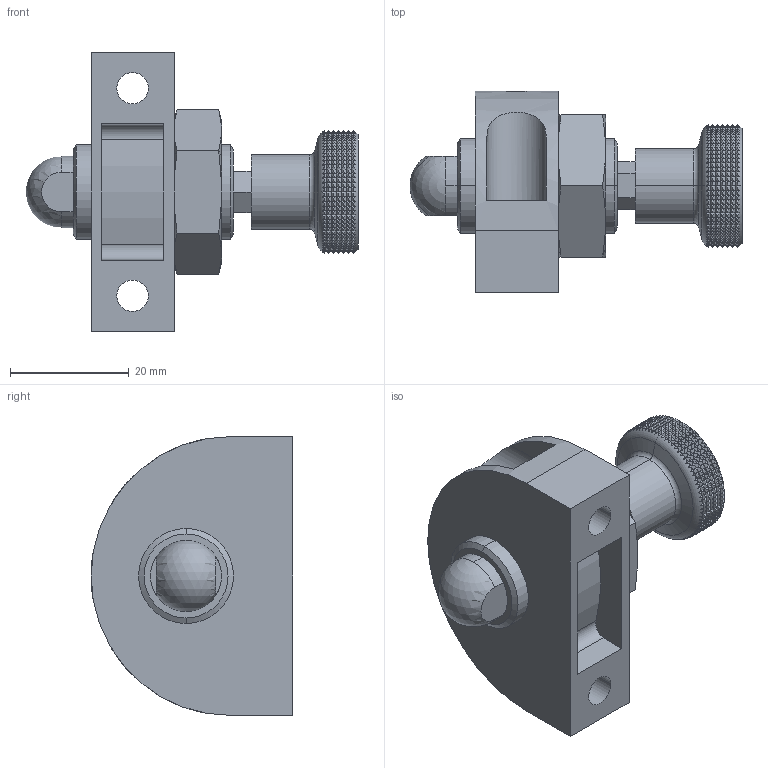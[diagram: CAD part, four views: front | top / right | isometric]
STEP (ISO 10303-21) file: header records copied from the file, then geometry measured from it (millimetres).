
FILE_DESCRIPTION(('STEP AP214'),'1');
FILE_NAME(' ',' ',('TraceParts'),('TraceParts S.A.'),'XStep 1.0',' ',' ');
FILE_SCHEMA(('automotive_design'));
Length unit declared in the file: millimetre
Products named in the file (6): eh_23230_0552|22110.0416:1|Kopie von EH_22110_0416_Grubscrew^22110.0416:1;Kopie von EH_22110_0416_Grubscrew^22110; eh_23230_0552|22110.0416:1|Kopie von EH_22110_0416_Mounting_Block_1^22110.0416:1;Kopie von EH_22110_0416_Mounting_Block_1^22110; eh_23230_0552|22120.0118:1;22120; eh_23230_0552|22720.20055:1;22720; eh_23230_0552|24520.0003_24520.0023:1;24520.0003_24520; eh_23230_0552|23230.0152:1;23230
Bounding box: 55.96 x 34 x 47 mm (x, y, z)
Volume: 24238.6 mm3; surface area: 12909.9 mm2
Topology: 6 solids, 6 shells, 1300 faces, 3748 edges, 2461 vertices
Faces by surface type: plane 1176, cone 78, cylinder 40, torus 4, sphere 2
Entity records: 82770 total; most frequent: CARTESIAN_POINT 13113, STYLED_ITEM 7507, PRESENTATION_STYLE_ASSIGNMENT 7507, COLOUR_RGB 7507, ORIENTED_EDGE 7480, DIRECTION 4786, EDGE_CURVE 3740, CURVE_STYLE 3740
